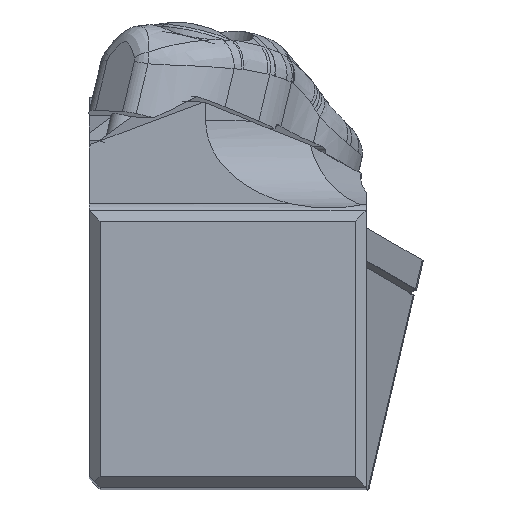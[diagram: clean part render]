
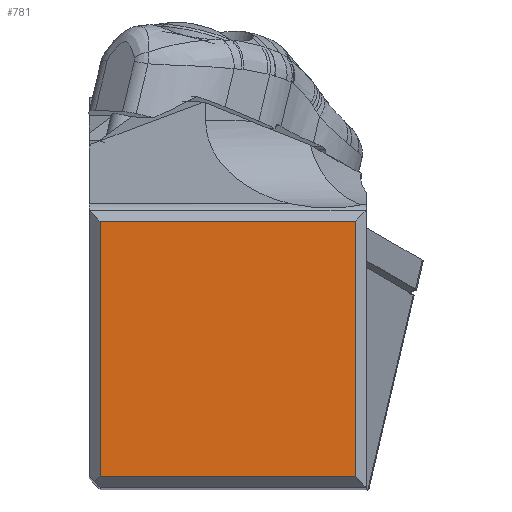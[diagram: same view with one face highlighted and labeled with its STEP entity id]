
A CAD part, top view. The second image highlights one B-rep face of the part: STEP entity #781.
In plain terms, the highlighted planar face has unit normal (0, 0, 1).
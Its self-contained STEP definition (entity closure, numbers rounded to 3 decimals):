
#781=ADVANCED_FACE('',(#1141),#1062,.T.);
#1062=PLANE('',#5146);
#1141=FACE_OUTER_BOUND('',#1416,.T.);
#1416=EDGE_LOOP('',(#1799,#1800,#1801,#1802));
#1799=ORIENTED_EDGE('',*,*,#3751,.F.);
#1800=ORIENTED_EDGE('',*,*,#3755,.T.);
#1801=ORIENTED_EDGE('',*,*,#3756,.T.);
#1802=ORIENTED_EDGE('',*,*,#3754,.F.);
#3258=VERTEX_POINT('',#6973);
#3259=VERTEX_POINT('',#6975);
#3260=VERTEX_POINT('',#6979);
#3261=VERTEX_POINT('',#6983);
#3751=EDGE_CURVE('',#3258,#3259,#4479,.T.);
#3754=EDGE_CURVE('',#3259,#3260,#4482,.T.);
#3755=EDGE_CURVE('',#3258,#3261,#4483,.T.);
#3756=EDGE_CURVE('',#3261,#3260,#4484,.T.);
#4479=LINE('',#6974,#4741);
#4482=LINE('',#6980,#4744);
#4483=LINE('',#6982,#4745);
#4484=LINE('',#6984,#4746);
#4741=VECTOR('',#5713,1.);
#4744=VECTOR('',#5718,1.);
#4745=VECTOR('',#5721,1.);
#4746=VECTOR('',#5722,1.);
#5146=AXIS2_PLACEMENT_3D('',#6985,#5723,#5724);
#5713=DIRECTION('',(1.,0.,0.));
#5718=DIRECTION('',(0.,-1.,0.));
#5721=DIRECTION('',(0.,-1.,0.));
#5722=DIRECTION('',(1.,0.,0.));
#5723=DIRECTION('',(0.,0.,1.));
#5724=DIRECTION('',(1.,0.,0.));
#6973=CARTESIAN_POINT('',(1.,24.4,0.));
#6974=CARTESIAN_POINT('',(1.,24.4,0.));
#6975=CARTESIAN_POINT('',(24.4,24.4,0.));
#6979=CARTESIAN_POINT('',(24.4,1.,0.));
#6980=CARTESIAN_POINT('',(24.4,24.4,0.));
#6982=CARTESIAN_POINT('',(1.,24.4,0.));
#6983=CARTESIAN_POINT('',(1.,1.,0.));
#6984=CARTESIAN_POINT('',(1.,1.,0.));
#6985=CARTESIAN_POINT('',(12.7,12.7,0.));
